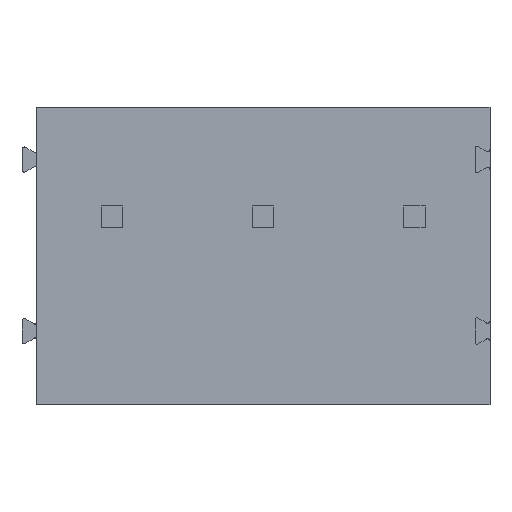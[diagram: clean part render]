
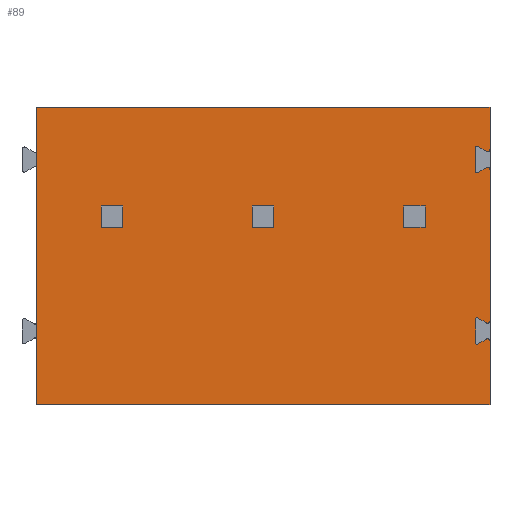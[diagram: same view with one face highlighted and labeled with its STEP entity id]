
A CAD part, front view. The second image highlights one B-rep face of the part: STEP entity #89.
In plain terms, the highlighted planar face has unit normal (0, -1, 0).
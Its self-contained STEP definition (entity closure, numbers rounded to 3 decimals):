
#89=ADVANCED_FACE('',(#276,#277,#278,#279),#280,.T.);
#276=FACE_OUTER_BOUND('',#557,.T.);
#277=FACE_BOUND('',#558,.T.);
#278=FACE_BOUND('',#559,.T.);
#279=FACE_BOUND('',#560,.T.);
#280=PLANE('',#561);
#557=EDGE_LOOP('',(#1154,#1155,#1156,#1157,#1158,#1159,#1160,#1161,#1162,#1163,#1164,#1165,#1166,#1167,#1168,#1169,#1170,#1171,#1172,#1173));
#558=EDGE_LOOP('',(#1174,#1175,#1176,#1177));
#559=EDGE_LOOP('',(#1178,#1179,#1180,#1181));
#560=EDGE_LOOP('',(#1182,#1183,#1184,#1185));
#561=AXIS2_PLACEMENT_3D('',#1186,#1187,#1188);
#1154=ORIENTED_EDGE('',*,*,#2046,.F.);
#1155=ORIENTED_EDGE('',*,*,#2047,.T.);
#1156=ORIENTED_EDGE('',*,*,#2048,.F.);
#1157=ORIENTED_EDGE('',*,*,#2049,.T.);
#1158=ORIENTED_EDGE('',*,*,#2050,.F.);
#1159=ORIENTED_EDGE('',*,*,#2051,.T.);
#1160=ORIENTED_EDGE('',*,*,#2052,.F.);
#1161=ORIENTED_EDGE('',*,*,#1935,.F.);
#1162=ORIENTED_EDGE('',*,*,#1915,.T.);
#1163=ORIENTED_EDGE('',*,*,#2033,.T.);
#1164=ORIENTED_EDGE('',*,*,#2053,.F.);
#1165=ORIENTED_EDGE('',*,*,#2054,.T.);
#1166=ORIENTED_EDGE('',*,*,#2055,.F.);
#1167=ORIENTED_EDGE('',*,*,#2056,.T.);
#1168=ORIENTED_EDGE('',*,*,#2057,.F.);
#1169=ORIENTED_EDGE('',*,*,#2058,.T.);
#1170=ORIENTED_EDGE('',*,*,#2059,.F.);
#1171=ORIENTED_EDGE('',*,*,#2060,.T.);
#1172=ORIENTED_EDGE('',*,*,#2061,.F.);
#1173=ORIENTED_EDGE('',*,*,#2062,.T.);
#1174=ORIENTED_EDGE('',*,*,#2063,.T.);
#1175=ORIENTED_EDGE('',*,*,#2064,.T.);
#1176=ORIENTED_EDGE('',*,*,#2065,.F.);
#1177=ORIENTED_EDGE('',*,*,#2066,.F.);
#1178=ORIENTED_EDGE('',*,*,#2067,.T.);
#1179=ORIENTED_EDGE('',*,*,#2068,.T.);
#1180=ORIENTED_EDGE('',*,*,#2069,.F.);
#1181=ORIENTED_EDGE('',*,*,#2070,.F.);
#1182=ORIENTED_EDGE('',*,*,#2071,.T.);
#1183=ORIENTED_EDGE('',*,*,#2072,.T.);
#1184=ORIENTED_EDGE('',*,*,#2073,.F.);
#1185=ORIENTED_EDGE('',*,*,#2074,.F.);
#1186=CARTESIAN_POINT('',(-9.525,-10.75,0.0));
#1187=DIRECTION('',(0.0,-1.0,0.0));
#1188=DIRECTION('',(0.0,0.0,-1.0));
#1915=EDGE_CURVE('',#2319,#2317,#2320,.T.);
#1935=EDGE_CURVE('',#2319,#2358,#2359,.T.);
#2033=EDGE_CURVE('',#2317,#2513,#2515,.T.);
#2046=EDGE_CURVE('',#2540,#2541,#2542,.T.);
#2047=EDGE_CURVE('',#2540,#2543,#2544,.T.);
#2048=EDGE_CURVE('',#2545,#2543,#2546,.T.);
#2049=EDGE_CURVE('',#2545,#2547,#2548,.T.);
#2050=EDGE_CURVE('',#2549,#2547,#2550,.T.);
#2051=EDGE_CURVE('',#2549,#2551,#2552,.T.);
#2052=EDGE_CURVE('',#2358,#2551,#2553,.T.);
#2053=EDGE_CURVE('',#2554,#2513,#2555,.T.);
#2054=EDGE_CURVE('',#2554,#2556,#2557,.T.);
#2055=EDGE_CURVE('',#2558,#2556,#2559,.T.);
#2056=EDGE_CURVE('',#2558,#2560,#2561,.T.);
#2057=EDGE_CURVE('',#2562,#2560,#2563,.T.);
#2058=EDGE_CURVE('',#2562,#2564,#2565,.T.);
#2059=EDGE_CURVE('',#2566,#2564,#2567,.T.);
#2060=EDGE_CURVE('',#2566,#2568,#2569,.T.);
#2061=EDGE_CURVE('',#2570,#2568,#2571,.T.);
#2062=EDGE_CURVE('',#2570,#2541,#2572,.T.);
#2063=EDGE_CURVE('',#2573,#2574,#2575,.T.);
#2064=EDGE_CURVE('',#2574,#2576,#2577,.T.);
#2065=EDGE_CURVE('',#2578,#2576,#2579,.T.);
#2066=EDGE_CURVE('',#2573,#2578,#2580,.T.);
#2067=EDGE_CURVE('',#2581,#2582,#2583,.T.);
#2068=EDGE_CURVE('',#2582,#2584,#2585,.T.);
#2069=EDGE_CURVE('',#2586,#2584,#2587,.T.);
#2070=EDGE_CURVE('',#2581,#2586,#2588,.T.);
#2071=EDGE_CURVE('',#2589,#2590,#2591,.T.);
#2072=EDGE_CURVE('',#2590,#2592,#2593,.T.);
#2073=EDGE_CURVE('',#2594,#2592,#2595,.T.);
#2074=EDGE_CURVE('',#2589,#2594,#2596,.T.);
#2317=VERTEX_POINT('',#2942);
#2319=VERTEX_POINT('',#2945);
#2320=LINE('',#2946,#2947);
#2358=VERTEX_POINT('',#3004);
#2359=LINE('',#3005,#3006);
#2513=VERTEX_POINT('',#3253);
#2515=LINE('',#3256,#3257);
#2540=VERTEX_POINT('',#3294);
#2541=VERTEX_POINT('',#3295);
#2542=LINE('',#3296,#3297);
#2543=VERTEX_POINT('',#3298);
#2544=CIRCLE('',#3299,0.05);
#2545=VERTEX_POINT('',#3300);
#2546=LINE('',#3301,#3302);
#2547=VERTEX_POINT('',#3303);
#2548=CIRCLE('',#3304,0.05);
#2549=VERTEX_POINT('',#3305);
#2550=LINE('',#3306,#3307);
#2551=VERTEX_POINT('',#3308);
#2552=CIRCLE('',#3309,0.1);
#2553=LINE('',#3310,#3311);
#2554=VERTEX_POINT('',#3312);
#2555=LINE('',#3313,#3314);
#2556=VERTEX_POINT('',#3315);
#2557=CIRCLE('',#3316,0.1);
#2558=VERTEX_POINT('',#3317);
#2559=LINE('',#3318,#3319);
#2560=VERTEX_POINT('',#3320);
#2561=CIRCLE('',#3321,0.05);
#2562=VERTEX_POINT('',#3322);
#2563=LINE('',#3323,#3324);
#2564=VERTEX_POINT('',#3325);
#2565=CIRCLE('',#3326,0.05);
#2566=VERTEX_POINT('',#3327);
#2567=LINE('',#3328,#3329);
#2568=VERTEX_POINT('',#3330);
#2569=CIRCLE('',#3331,0.1);
#2570=VERTEX_POINT('',#3332);
#2571=LINE('',#3333,#3334);
#2572=CIRCLE('',#3335,0.1);
#2573=VERTEX_POINT('',#3336);
#2574=VERTEX_POINT('',#3337);
#2575=LINE('',#3338,#3339);
#2576=VERTEX_POINT('',#3340);
#2577=LINE('',#3341,#3342);
#2578=VERTEX_POINT('',#3343);
#2579=LINE('',#3344,#3345);
#2580=LINE('',#3346,#3347);
#2581=VERTEX_POINT('',#3348);
#2582=VERTEX_POINT('',#3349);
#2583=LINE('',#3350,#3351);
#2584=VERTEX_POINT('',#3352);
#2585=LINE('',#3353,#3354);
#2586=VERTEX_POINT('',#3355);
#2587=LINE('',#3356,#3357);
#2588=LINE('',#3358,#3359);
#2589=VERTEX_POINT('',#3360);
#2590=VERTEX_POINT('',#3361);
#2591=LINE('',#3362,#3363);
#2592=VERTEX_POINT('',#3364);
#2593=LINE('',#3365,#3366);
#2594=VERTEX_POINT('',#3367);
#2595=LINE('',#3368,#3369);
#2596=LINE('',#3370,#3371);
#2942=CARTESIAN_POINT('',(-9.525,-10.75,-12.5));
#2945=CARTESIAN_POINT('',(-9.525,-10.75,0.0));
#2946=CARTESIAN_POINT('',(-9.525,-10.75,0.0));
#2947=VECTOR('',#3805,12.5);
#3004=CARTESIAN_POINT('',(9.525,-10.75,0.0));
#3005=CARTESIAN_POINT('',(-9.525,-10.75,0.0));
#3006=VECTOR('',#3825,19.05);
#3253=CARTESIAN_POINT('',(9.525,-10.75,-12.5));
#3256=CARTESIAN_POINT('',(-9.525,-10.75,-12.5));
#3257=VECTOR('',#3929,19.05);
#3294=CARTESIAN_POINT('',(9.,-10.75,-2.757));
#3295=CARTESIAN_POINT('',(9.375,-10.75,-2.54));
#3296=CARTESIAN_POINT('',(9.,-10.75,-2.757));
#3297=VECTOR('',#3942,0.433);
#3298=CARTESIAN_POINT('',(8.925,-10.75,-2.713));
#3299=AXIS2_PLACEMENT_3D('',#3943,#3944,#3945);
#3300=CARTESIAN_POINT('',(8.925,-10.75,-1.687));
#3301=CARTESIAN_POINT('',(8.925,-10.75,-1.687));
#3302=VECTOR('',#3946,1.027);
#3303=CARTESIAN_POINT('',(9.,-10.75,-1.643));
#3304=AXIS2_PLACEMENT_3D('',#3947,#3948,#3949);
#3305=CARTESIAN_POINT('',(9.375,-10.75,-1.86));
#3306=CARTESIAN_POINT('',(9.375,-10.75,-1.86));
#3307=VECTOR('',#3950,0.434);
#3308=CARTESIAN_POINT('',(9.525,-10.75,-1.773));
#3309=AXIS2_PLACEMENT_3D('',#3951,#3952,#3953);
#3310=CARTESIAN_POINT('',(9.525,-10.75,0.0));
#3311=VECTOR('',#3954,1.773);
#3312=CARTESIAN_POINT('',(9.525,-10.75,-9.827));
#3313=CARTESIAN_POINT('',(9.525,-10.75,-9.827));
#3314=VECTOR('',#3955,2.673);
#3315=CARTESIAN_POINT('',(9.375,-10.75,-9.74));
#3316=AXIS2_PLACEMENT_3D('',#3956,#3957,#3958);
#3317=CARTESIAN_POINT('',(9.,-10.75,-9.957));
#3318=CARTESIAN_POINT('',(9.,-10.75,-9.957));
#3319=VECTOR('',#3959,0.434);
#3320=CARTESIAN_POINT('',(8.925,-10.75,-9.913));
#3321=AXIS2_PLACEMENT_3D('',#3960,#3961,#3962);
#3322=CARTESIAN_POINT('',(8.925,-10.75,-8.887));
#3323=CARTESIAN_POINT('',(8.925,-10.75,-8.887));
#3324=VECTOR('',#3963,1.027);
#3325=CARTESIAN_POINT('',(9.,-10.75,-8.843));
#3326=AXIS2_PLACEMENT_3D('',#3964,#3965,#3966);
#3327=CARTESIAN_POINT('',(9.375,-10.75,-9.06));
#3328=CARTESIAN_POINT('',(9.375,-10.75,-9.06));
#3329=VECTOR('',#3967,0.433);
#3330=CARTESIAN_POINT('',(9.525,-10.75,-8.973));
#3331=AXIS2_PLACEMENT_3D('',#3968,#3969,#3970);
#3332=CARTESIAN_POINT('',(9.525,-10.75,-2.627));
#3333=CARTESIAN_POINT('',(9.525,-10.75,-2.627));
#3334=VECTOR('',#3971,6.346);
#3335=AXIS2_PLACEMENT_3D('',#3972,#3973,#3974);
#3336=CARTESIAN_POINT('',(-6.8,-10.75,-4.15));
#3337=CARTESIAN_POINT('',(-5.9,-10.75,-4.15));
#3338=CARTESIAN_POINT('',(-6.8,-10.75,-4.15));
#3339=VECTOR('',#3975,0.9);
#3340=CARTESIAN_POINT('',(-5.9,-10.75,-5.05));
#3341=CARTESIAN_POINT('',(-5.9,-10.75,-4.15));
#3342=VECTOR('',#3976,0.9);
#3343=CARTESIAN_POINT('',(-6.8,-10.75,-5.05));
#3344=CARTESIAN_POINT('',(-6.8,-10.75,-5.05));
#3345=VECTOR('',#3977,0.9);
#3346=CARTESIAN_POINT('',(-6.8,-10.75,-4.15));
#3347=VECTOR('',#3978,0.9);
#3348=CARTESIAN_POINT('',(-0.45,-10.75,-4.15));
#3349=CARTESIAN_POINT('',(0.45,-10.75,-4.15));
#3350=CARTESIAN_POINT('',(-0.45,-10.75,-4.15));
#3351=VECTOR('',#3979,0.9);
#3352=CARTESIAN_POINT('',(0.45,-10.75,-5.05));
#3353=CARTESIAN_POINT('',(0.45,-10.75,-4.15));
#3354=VECTOR('',#3980,0.9);
#3355=CARTESIAN_POINT('',(-0.45,-10.75,-5.05));
#3356=CARTESIAN_POINT('',(-0.45,-10.75,-5.05));
#3357=VECTOR('',#3981,0.9);
#3358=CARTESIAN_POINT('',(-0.45,-10.75,-4.15));
#3359=VECTOR('',#3982,0.9);
#3360=CARTESIAN_POINT('',(5.9,-10.75,-4.15));
#3361=CARTESIAN_POINT('',(6.8,-10.75,-4.15));
#3362=CARTESIAN_POINT('',(5.9,-10.75,-4.15));
#3363=VECTOR('',#3983,0.9);
#3364=CARTESIAN_POINT('',(6.8,-10.75,-5.05));
#3365=CARTESIAN_POINT('',(6.8,-10.75,-4.15));
#3366=VECTOR('',#3984,0.9);
#3367=CARTESIAN_POINT('',(5.9,-10.75,-5.05));
#3368=CARTESIAN_POINT('',(5.9,-10.75,-5.05));
#3369=VECTOR('',#3985,0.9);
#3370=CARTESIAN_POINT('',(5.9,-10.75,-4.15));
#3371=VECTOR('',#3986,0.9);
#3805=DIRECTION('',(0.0,0.0,-1.0));
#3825=DIRECTION('',(1.0,0.0,0.0));
#3929=DIRECTION('',(1.0,0.0,0.0));
#3942=DIRECTION('',(0.866,0.0,0.5));
#3943=CARTESIAN_POINT('',(8.975,-10.75,-2.713));
#3944=DIRECTION('',(0.0,1.0,0.0));
#3945=DIRECTION('',(0.5,0.0,-0.866));
#3946=DIRECTION('',(0.001,0.0,-1.));
#3947=CARTESIAN_POINT('',(8.975,-10.75,-1.687));
#3948=DIRECTION('',(0.0,1.0,0.0));
#3949=DIRECTION('',(-1.,0.0,-0.001));
#3950=DIRECTION('',(-0.866,0.0,0.5));
#3951=CARTESIAN_POINT('',(9.425,-10.75,-1.773));
#3952=DIRECTION('',(0.0,-1.0,-0.0));
#3953=DIRECTION('',(-0.5,0.0,-0.866));
#3954=DIRECTION('',(0.0,0.0,-1.0));
#3955=DIRECTION('',(0.0,0.0,-1.0));
#3956=CARTESIAN_POINT('',(9.425,-10.75,-9.827));
#3957=DIRECTION('',(0.0,-1.0,0.0));
#3958=DIRECTION('',(1.0,0.0,0.));
#3959=DIRECTION('',(0.866,0.0,0.5));
#3960=CARTESIAN_POINT('',(8.975,-10.75,-9.913));
#3961=DIRECTION('',(0.0,1.0,0.0));
#3962=DIRECTION('',(0.5,0.0,-0.866));
#3963=DIRECTION('',(-0.001,0.0,-1.));
#3964=CARTESIAN_POINT('',(8.975,-10.75,-8.887));
#3965=DIRECTION('',(0.0,1.0,0.0));
#3966=DIRECTION('',(-1.,0.0,0.001));
#3967=DIRECTION('',(-0.866,0.0,0.5));
#3968=CARTESIAN_POINT('',(9.425,-10.75,-8.973));
#3969=DIRECTION('',(0.0,-1.0,-0.0));
#3970=DIRECTION('',(-0.5,0.0,-0.866));
#3971=DIRECTION('',(0.0,0.0,-1.0));
#3972=CARTESIAN_POINT('',(9.425,-10.75,-2.627));
#3973=DIRECTION('',(0.0,-1.0,0.0));
#3974=DIRECTION('',(1.0,0.0,0.0));
#3975=DIRECTION('',(1.0,0.0,0.0));
#3976=DIRECTION('',(0.0,0.0,-1.0));
#3977=DIRECTION('',(1.0,0.0,0.0));
#3978=DIRECTION('',(0.0,0.0,-1.0));
#3979=DIRECTION('',(1.0,0.0,0.0));
#3980=DIRECTION('',(0.0,0.0,-1.0));
#3981=DIRECTION('',(1.0,0.0,0.0));
#3982=DIRECTION('',(0.0,0.0,-1.0));
#3983=DIRECTION('',(1.0,0.0,0.0));
#3984=DIRECTION('',(0.0,0.0,-1.0));
#3985=DIRECTION('',(1.0,0.0,0.0));
#3986=DIRECTION('',(0.0,0.0,-1.0));
